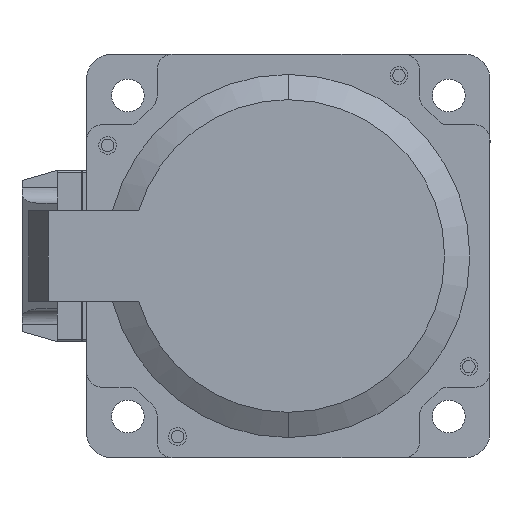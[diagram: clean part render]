
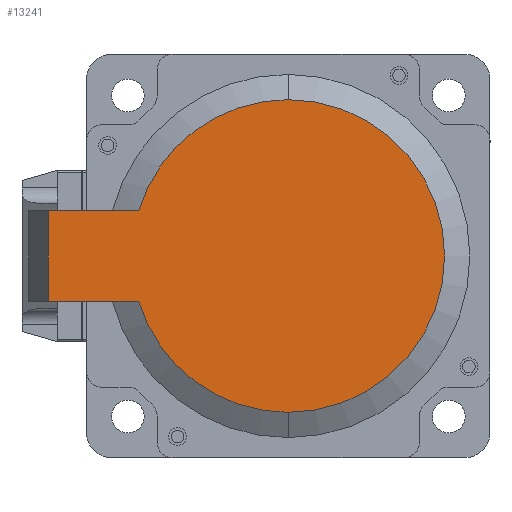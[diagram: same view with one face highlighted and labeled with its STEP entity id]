
A CAD part, left-side view. The second image highlights one B-rep face of the part: STEP entity #13241.
In plain terms, the highlighted planar face has unit normal (-1, 0, 0).
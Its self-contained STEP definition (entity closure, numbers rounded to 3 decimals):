
#199 = CARTESIAN_POINT ( 'NONE',  ( -107.101, 6.531, -0.459 ) ) ;
#2742 = ORIENTED_EDGE ( 'NONE', *, *, #28568, .T. ) ;
#5281 = CARTESIAN_POINT ( 'NONE',  ( -107.101, 6.531, -31.459 ) ) ;
#5421 = CARTESIAN_POINT ( 'NONE',  ( -107.101, 54.08, 8.541 ) ) ;
#6256 = FACE_OUTER_BOUND ( 'NONE', #17101, .T. ) ;
#6471 = VERTEX_POINT ( 'NONE', #10744 ) ;
#6750 = CARTESIAN_POINT ( 'NONE',  ( -107.101, 6.531, -0.459 ) ) ;
#7530 = CIRCLE ( 'NONE', #10535, 31. ) ;
#7603 = LINE ( 'NONE', #5421, #10368 ) ;
#7651 = DIRECTION ( 'NONE',  ( 0., 0., -1. ) ) ;
#7960 = VECTOR ( 'NONE', #21015, 1000. ) ;
#8941 = CARTESIAN_POINT ( 'NONE',  ( -107.101, 36.196, 8.541 ) ) ;
#9971 = VECTOR ( 'NONE', #28960, 1000. ) ;
#10368 = VECTOR ( 'NONE', #20393, 1000. ) ;
#10511 = VERTEX_POINT ( 'NONE', #8941 ) ;
#10535 = AXIS2_PLACEMENT_3D ( 'NONE', #6750, #22294, #30079 ) ;
#10744 = CARTESIAN_POINT ( 'NONE',  ( -107.101, 54.08, -9.459 ) ) ;
#10945 = CIRCLE ( 'NONE', #27292, 31. ) ;
#11334 = ORIENTED_EDGE ( 'NONE', *, *, #31686, .T. ) ;
#12001 = VERTEX_POINT ( 'NONE', #21700 ) ;
#12525 = VERTEX_POINT ( 'NONE', #24760 ) ;
#12660 = DIRECTION ( 'NONE',  ( 0., 0., -1. ) ) ;
#13241 = ADVANCED_FACE ( 'NONE', ( #6256 ), #33355, .T. ) ;
#13440 = VERTEX_POINT ( 'NONE', #29046 ) ;
#13785 = DIRECTION ( 'NONE',  ( 0., 0., -1. ) ) ;
#14448 = ORIENTED_EDGE ( 'NONE', *, *, #26085, .F. ) ;
#16292 = EDGE_CURVE ( 'NONE', #28724, #12525, #22526, .T. ) ;
#17101 = EDGE_LOOP ( 'NONE', ( #20715, #20583, #18870, #2742, #11334, #14448 ) ) ;
#17329 = AXIS2_PLACEMENT_3D ( 'NONE', #5281, #25791, #7651 ) ;
#18870 = ORIENTED_EDGE ( 'NONE', *, *, #25826, .T. ) ;
#18980 = DIRECTION ( 'NONE',  ( -1., 0., 0. ) ) ;
#19230 = LINE ( 'NONE', #26008, #7960 ) ;
#20393 = DIRECTION ( 'NONE',  ( 0., 1., 0. ) ) ;
#20583 = ORIENTED_EDGE ( 'NONE', *, *, #16292, .T. ) ;
#20715 = ORIENTED_EDGE ( 'NONE', *, *, #31808, .F. ) ;
#21015 = DIRECTION ( 'NONE',  ( 0., 0., 1. ) ) ;
#21700 = CARTESIAN_POINT ( 'NONE',  ( -107.101, 6.531, 30.541 ) ) ;
#22294 = DIRECTION ( 'NONE',  ( -1., 0., 0. ) ) ;
#22526 = CIRCLE ( 'NONE', #31302, 31. ) ;
#24760 = CARTESIAN_POINT ( 'NONE',  ( -107.101, 6.531, -31.459 ) ) ;
#25791 = DIRECTION ( 'NONE',  ( -1., 0., 0. ) ) ;
#25826 = EDGE_CURVE ( 'NONE', #12525, #12001, #7530, .T. ) ;
#26008 = CARTESIAN_POINT ( 'NONE',  ( -107.101, 54.08, -9.459 ) ) ;
#26085 = EDGE_CURVE ( 'NONE', #6471, #13440, #19230, .T. ) ;
#27292 = AXIS2_PLACEMENT_3D ( 'NONE', #199, #30825, #12660 ) ;
#28568 = EDGE_CURVE ( 'NONE', #12001, #10511, #10945, .T. ) ;
#28724 = VERTEX_POINT ( 'NONE', #28906 ) ;
#28906 = CARTESIAN_POINT ( 'NONE',  ( -107.101, 36.196, -9.459 ) ) ;
#28960 = DIRECTION ( 'NONE',  ( 0., 1., 0. ) ) ;
#29046 = CARTESIAN_POINT ( 'NONE',  ( -107.101, 54.08, 8.541 ) ) ;
#29064 = CARTESIAN_POINT ( 'NONE',  ( -107.101, 54.08, -9.459 ) ) ;
#30079 = DIRECTION ( 'NONE',  ( 0., 0., -1. ) ) ;
#30825 = DIRECTION ( 'NONE',  ( -1., 0., 0. ) ) ;
#31302 = AXIS2_PLACEMENT_3D ( 'NONE', #31501, #18980, #13785 ) ;
#31501 = CARTESIAN_POINT ( 'NONE',  ( -107.101, 6.531, -0.459 ) ) ;
#31686 = EDGE_CURVE ( 'NONE', #10511, #13440, #7603, .T. ) ;
#31808 = EDGE_CURVE ( 'NONE', #28724, #6471, #32578, .T. ) ;
#32578 = LINE ( 'NONE', #29064, #9971 ) ;
#33355 = PLANE ( 'NONE',  #17329 ) ;
